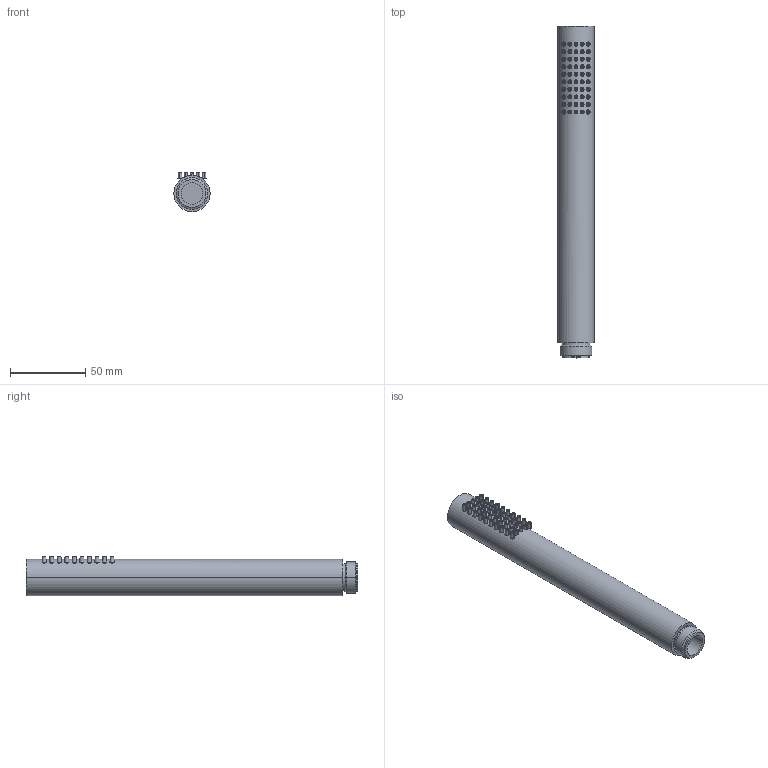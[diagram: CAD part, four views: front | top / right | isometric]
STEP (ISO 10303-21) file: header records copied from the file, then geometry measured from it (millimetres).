
FILE_DESCRIPTION((''),'2;1');
FILE_NAME('ZDOC067CR','2021-05-05T08:42:34',('ut3'),('PAFFONI SpA'),'CREO PARAMETRIC BY PTC INC, 2020044','CREO PARAMETRIC BY PTC INC, 2020044','');
FILE_SCHEMA(('CONFIG_CONTROL_DESIGN','SHAPE_APPEARANCE_LAYERS_GROUPS'));
Length unit declared in the file: millimetre
Products named in the file (1): ZDOC067CR
Bounding box: 24 x 220 x 26 mm (x, y, z)
Surface area: 32915.4 mm2 (no closed solid volume)
Topology: 0 solids, 22 shells, 299 faces, 738 edges, 504 vertices
Faces by surface type: cone 104, cylinder 100, plane 95
Entity records: 12337 total; most frequent: CARTESIAN_POINT 2819, DIRECTION 1558, ORIENTED_EDGE 1330, EDGE_CURVE 738, AXIS2_PLACEMENT_3D 661, VERTEX_POINT 504, EDGE_LOOP 452, CIRCLE 362
